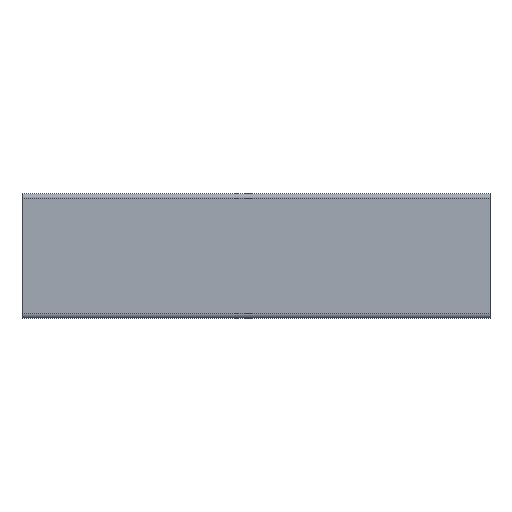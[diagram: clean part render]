
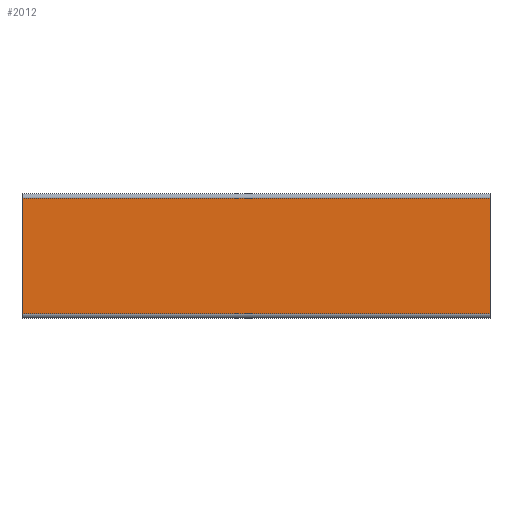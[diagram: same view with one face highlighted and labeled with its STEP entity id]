
A CAD part, left-side view. The second image highlights one B-rep face of the part: STEP entity #2012.
In plain terms, the highlighted face is planar.
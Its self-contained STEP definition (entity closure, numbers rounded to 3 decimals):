
#400 = ORIENTED_EDGE ( 'NONE', *, *, #2663, .F. ) ;
#402 = ORIENTED_EDGE ( 'NONE', *, *, #2674, .T. ) ;
#409 = ORIENTED_EDGE ( 'NONE', *, *, #2708, .F. ) ;
#2012 = ADVANCED_FACE ( 'NONE', ( #9358 ), #9352, .T. ) ;
#2663 = EDGE_CURVE ( 'NONE', #13223, #13255, #7853, .T. ) ;
#2674 = EDGE_CURVE ( 'NONE', #13222, #3939, #7797, .T. ) ;
#2703 = EDGE_CURVE ( 'NONE', #13223, #13222, #8056, .T. ) ;
#2708 = EDGE_CURVE ( 'NONE', #13255, #3939, #8326, .T. ) ;
#3939 = VERTEX_POINT ( 'NONE', #8947 ) ;
#7564 = CARTESIAN_POINT ( 'NONE',  ( 40., -37., -300. ) ) ;
#7590 = CARTESIAN_POINT ( 'NONE',  ( 40., -37., 0. ) ) ;
#7605 = CARTESIAN_POINT ( 'NONE',  ( 40., 37., -300. ) ) ;
#7778 = DIRECTION ( 'NONE',  ( 0., 0., 1. ) ) ;
#7797 = LINE ( 'NONE', #7806, #15369 ) ;
#7806 = CARTESIAN_POINT ( 'NONE',  ( 40., 37., -300. ) ) ;
#7813 = CARTESIAN_POINT ( 'NONE',  ( 40., -37., -300. ) ) ;
#7853 = LINE ( 'NONE', #7813, #15300 ) ;
#7922 = DIRECTION ( 'NONE',  ( 0., 0., 1. ) ) ;
#8056 = LINE ( 'NONE', #8139, #15328 ) ;
#8139 = CARTESIAN_POINT ( 'NONE',  ( 40., -37., -300. ) ) ;
#8183 = DIRECTION ( 'NONE',  ( 0., 1., 0. ) ) ;
#8243 = CARTESIAN_POINT ( 'NONE',  ( 40., -37., 0. ) ) ;
#8292 = DIRECTION ( 'NONE',  ( 0., 1., 0. ) ) ;
#8326 = LINE ( 'NONE', #8243, #15366 ) ;
#8947 = CARTESIAN_POINT ( 'NONE',  ( 40., 37., 0. ) ) ;
#9333 = DIRECTION ( 'NONE',  ( 0., 1., 0. ) ) ;
#9338 = CARTESIAN_POINT ( 'NONE',  ( 40., -37., -300. ) ) ;
#9341 = DIRECTION ( 'NONE',  ( 1., 0., 0. ) ) ;
#9352 = PLANE ( 'NONE',  #19051 ) ;
#9358 = FACE_OUTER_BOUND ( 'NONE', #13323, .T. ) ;
#13222 = VERTEX_POINT ( 'NONE', #7605 ) ;
#13223 = VERTEX_POINT ( 'NONE', #7564 ) ;
#13255 = VERTEX_POINT ( 'NONE', #7590 ) ;
#13323 = EDGE_LOOP ( 'NONE', ( #409, #400, #20349, #402 ) ) ;
#15300 = VECTOR ( 'NONE', #7778, 1000. ) ;
#15328 = VECTOR ( 'NONE', #8183, 1000. ) ;
#15366 = VECTOR ( 'NONE', #8292, 1000. ) ;
#15369 = VECTOR ( 'NONE', #7922, 1000. ) ;
#19051 = AXIS2_PLACEMENT_3D ( 'NONE', #9338, #9341, #9333 ) ;
#20349 = ORIENTED_EDGE ( 'NONE', *, *, #2703, .T. ) ;
